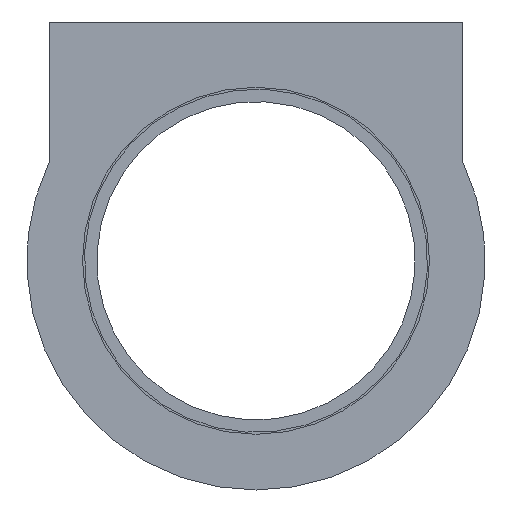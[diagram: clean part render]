
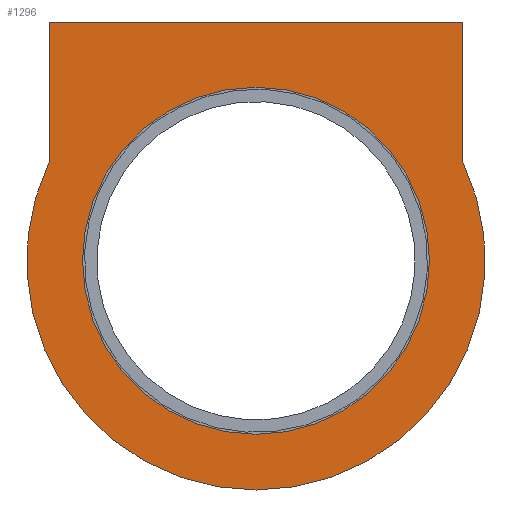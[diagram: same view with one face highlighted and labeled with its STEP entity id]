
A CAD part, front view. The second image highlights one B-rep face of the part: STEP entity #1296.
In plain terms, the highlighted planar face has unit normal (0, -1, 0).
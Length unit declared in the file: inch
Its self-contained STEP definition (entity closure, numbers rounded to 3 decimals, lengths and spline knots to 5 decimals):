
#30 = VECTOR ( 'NONE', #346, 39.37008 ) ;
#47 = ORIENTED_EDGE ( 'NONE', *, *, #993, .F. ) ;
#109 = DIRECTION ( 'NONE',  ( 0., 0., 1. ) ) ;
#118 = DIRECTION ( 'NONE',  ( 0., 1., 0. ) ) ;
#121 = CARTESIAN_POINT ( 'NONE',  ( 0., 0., 0. ) ) ;
#189 = LINE ( 'NONE', #361, #30 ) ;
#225 = AXIS2_PLACEMENT_3D ( 'NONE', #1103, #1098, #1092 ) ;
#256 = DIRECTION ( 'NONE',  ( 0., 0., 1. ) ) ;
#258 = ORIENTED_EDGE ( 'NONE', *, *, #883, .F. ) ;
#259 = DIRECTION ( 'NONE',  ( 0., 1., 0. ) ) ;
#263 = CARTESIAN_POINT ( 'NONE',  ( 0., 0., 0. ) ) ;
#268 = CARTESIAN_POINT ( 'NONE',  ( -0.65, 0., 0.75 ) ) ;
#321 = ORIENTED_EDGE ( 'NONE', *, *, #998, .F. ) ;
#326 = CARTESIAN_POINT ( 'NONE',  ( -0.65, 0., 0.75 ) ) ;
#331 = DIRECTION ( 'NONE',  ( 0., 0., 1. ) ) ;
#346 = DIRECTION ( 'NONE',  ( 0., 0., -1. ) ) ;
#361 = CARTESIAN_POINT ( 'NONE',  ( 0.65, 0., 0.75 ) ) ;
#367 = VERTEX_POINT ( 'NONE', #800 ) ;
#374 = FACE_BOUND ( 'NONE', #1380, .T. ) ;
#406 = AXIS2_PLACEMENT_3D ( 'NONE', #121, #118, #109 ) ;
#413 = ORIENTED_EDGE ( 'NONE', *, *, #667, .T. ) ;
#457 = CIRCLE ( 'NONE', #406, 0.545 ) ;
#538 = AXIS2_PLACEMENT_3D ( 'NONE', #960, #945, #939 ) ;
#540 = DIRECTION ( 'NONE',  ( 1., 0., 0. ) ) ;
#588 = CARTESIAN_POINT ( 'NONE',  ( -0.65, 0., 0.75 ) ) ;
#590 = VECTOR ( 'NONE', #540, 39.37008 ) ;
#630 = VERTEX_POINT ( 'NONE', #1235 ) ;
#640 = DIRECTION ( 'NONE',  ( 0., 0., 1. ) ) ;
#642 = DIRECTION ( 'NONE',  ( 0., 1., 0. ) ) ;
#645 = CARTESIAN_POINT ( 'NONE',  ( 0., 0., 0. ) ) ;
#663 = VERTEX_POINT ( 'NONE', #1176 ) ;
#667 = EDGE_CURVE ( 'NONE', #630, #720, #1268, .T. ) ;
#706 = CARTESIAN_POINT ( 'NONE',  ( -0.65, 0., 0.30968 ) ) ;
#720 = VERTEX_POINT ( 'NONE', #913 ) ;
#744 = VERTEX_POINT ( 'NONE', #882 ) ;
#762 = AXIS2_PLACEMENT_3D ( 'NONE', #645, #642, #640 ) ;
#771 = ORIENTED_EDGE ( 'NONE', *, *, #807, .F. ) ;
#791 = VERTEX_POINT ( 'NONE', #706 ) ;
#800 = CARTESIAN_POINT ( 'NONE',  ( 0., 0., -0.72 ) ) ;
#807 = EDGE_CURVE ( 'NONE', #367, #791, #1292, .T. ) ;
#842 = LINE ( 'NONE', #588, #590 ) ;
#851 = ORIENTED_EDGE ( 'NONE', *, *, #940, .F. ) ;
#882 = CARTESIAN_POINT ( 'NONE',  ( 0.65, 0., 0.75 ) ) ;
#883 = EDGE_CURVE ( 'NONE', #999, #744, #842, .T. ) ;
#913 = CARTESIAN_POINT ( 'NONE',  ( 0., 0., 0.545 ) ) ;
#939 = DIRECTION ( 'NONE',  ( 0., 0., 1. ) ) ;
#940 = EDGE_CURVE ( 'NONE', #744, #663, #189, .T. ) ;
#945 = DIRECTION ( 'NONE',  ( 0., 1., 0. ) ) ;
#960 = CARTESIAN_POINT ( 'NONE',  ( 0., 0., 0. ) ) ;
#965 = PLANE ( 'NONE',  #538 ) ;
#993 = EDGE_CURVE ( 'NONE', #663, #367, #1343, .T. ) ;
#998 = EDGE_CURVE ( 'NONE', #791, #999, #1290, .T. ) ;
#999 = VERTEX_POINT ( 'NONE', #326 ) ;
#1029 = EDGE_CURVE ( 'NONE', #720, #630, #457, .T. ) ;
#1035 = AXIS2_PLACEMENT_3D ( 'NONE', #263, #259, #256 ) ;
#1092 = DIRECTION ( 'NONE',  ( 0., 0., 1. ) ) ;
#1098 = DIRECTION ( 'NONE',  ( 0., 1., 0. ) ) ;
#1103 = CARTESIAN_POINT ( 'NONE',  ( 0., 0., 0. ) ) ;
#1176 = CARTESIAN_POINT ( 'NONE',  ( 0.65, 0., 0.30968 ) ) ;
#1192 = VECTOR ( 'NONE', #331, 39.37008 ) ;
#1235 = CARTESIAN_POINT ( 'NONE',  ( 0., 0., -0.545 ) ) ;
#1265 = EDGE_LOOP ( 'NONE', ( #258, #321, #771, #47, #851 ) ) ;
#1268 = CIRCLE ( 'NONE', #225, 0.545 ) ;
#1270 = FACE_OUTER_BOUND ( 'NONE', #1265, .T. ) ;
#1290 = LINE ( 'NONE', #268, #1192 ) ;
#1292 = CIRCLE ( 'NONE', #762, 0.72 ) ;
#1296 = ADVANCED_FACE ( 'NONE', ( #374, #1270 ), #965, .F. ) ;
#1343 = CIRCLE ( 'NONE', #1035, 0.72 ) ;
#1380 = EDGE_LOOP ( 'NONE', ( #1436, #413 ) ) ;
#1436 = ORIENTED_EDGE ( 'NONE', *, *, #1029, .T. ) ;
